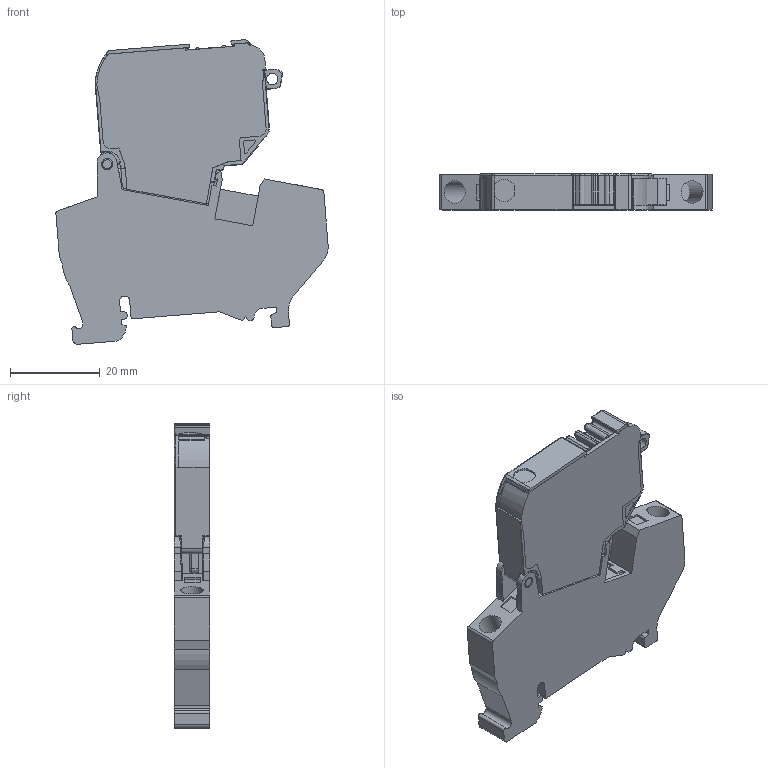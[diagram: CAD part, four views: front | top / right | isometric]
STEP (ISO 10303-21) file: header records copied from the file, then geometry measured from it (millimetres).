
FILE_DESCRIPTION(/* description */ ('Unknown'),/* implementation_level */ '2;1');
FILE_NAME(/* name */ 'DCF4A1_3D_SOLID',/* time_stamp */ '2024-12-23T16:57:38+05:00',/* author */ ('Unknown'),/* organization */ ('Unknown'),/* preprocessor_version */ 'ST-DEVELOPER v16.7',/* originating_system */ 'Solid Edge',/* authorisation */ 'Unknown');
FILE_SCHEMA (('AUTOMOTIVE_DESIGN {1 0 10303 214 3 1 1}'));
Length unit declared in the file: millimetre
Products named in the file (1): DCF4A1_3D_SOLID
Bounding box: 60.77 x 8 x 68 mm (x, y, z)
Volume: 20565.6 mm3; surface area: 9188.4 mm2
Topology: 1 solids, 1 shells, 450 faces, 1252 edges, 793 vertices
Faces by surface type: plane 228, cylinder 173, torus 35, bspline 10, cone 2, sphere 2
Full cylindrical faces by diameter (mm): 2.5 x3, 5 x2
Entity records: 14497 total; most frequent: CARTESIAN_POINT 2894, ORIENTED_EDGE 2472, DIRECTION 2402, EDGE_CURVE 1236, AXIS2_PLACEMENT_3D 802, LINE 798, VECTOR 798, VERTEX_POINT 791
